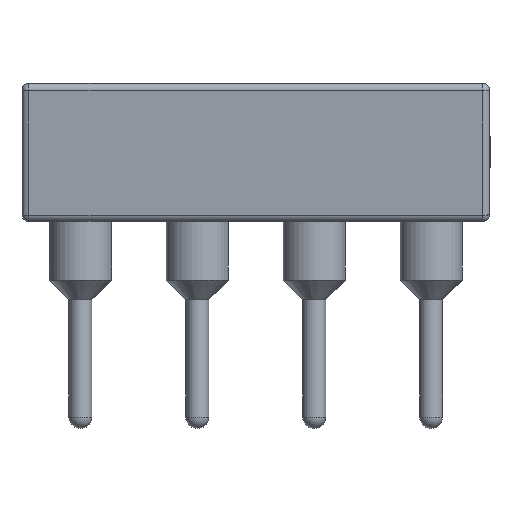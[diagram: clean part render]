
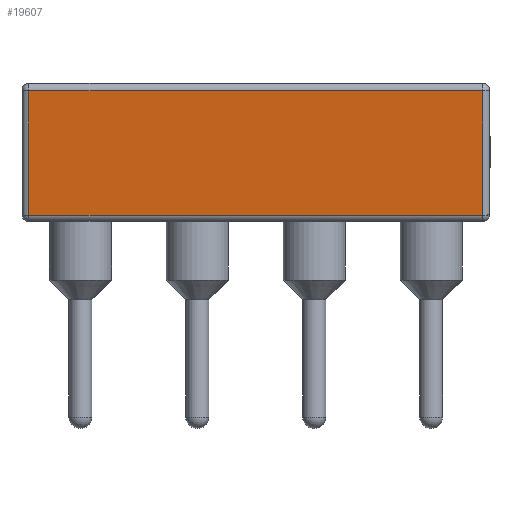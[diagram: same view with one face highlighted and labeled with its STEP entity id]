
A CAD part, front view. The second image highlights one B-rep face of the part: STEP entity #19607.
In plain terms, the highlighted planar face has unit normal (0, -0.996, -0.087).
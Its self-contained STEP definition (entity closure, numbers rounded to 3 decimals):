
#66 = FACE_OUTER_BOUND ( 'NONE', #7745, .T. ) ;
#385 = VECTOR ( 'NONE', #11537, 1000. ) ;
#1815 = EDGE_CURVE ( 'NONE', #12785, #13905, #19450, .T. ) ;
#1927 = CARTESIAN_POINT ( 'NONE',  ( -8.74, -4.83, 0.387 ) ) ;
#2791 = CARTESIAN_POINT ( 'NONE',  ( -8.74, -5.08, 3.25 ) ) ;
#3585 = LINE ( 'NONE', #15486, #6616 ) ;
#3870 = LINE ( 'NONE', #19619, #385 ) ;
#3977 = VERTEX_POINT ( 'NONE', #20492 ) ;
#4401 = LINE ( 'NONE', #2791, #24905 ) ;
#4502 = EDGE_CURVE ( 'NONE', #9634, #12785, #3870, .T. ) ;
#5107 = ORIENTED_EDGE ( 'NONE', *, *, #4502, .T. ) ;
#6616 = VECTOR ( 'NONE', #19335, 1000. ) ;
#7596 = PLANE ( 'NONE',  #24940 ) ;
#7658 = ORIENTED_EDGE ( 'NONE', *, *, #16981, .T. ) ;
#7745 = EDGE_LOOP ( 'NONE', ( #17328, #7658, #15544, #5107 ) ) ;
#7771 = CARTESIAN_POINT ( 'NONE',  ( 1.12, -5.066, 3.087 ) ) ;
#8160 = DIRECTION ( 'NONE',  ( 0., 0.087, -0.996 ) ) ;
#9327 = EDGE_CURVE ( 'NONE', #3977, #9634, #4401, .T. ) ;
#9634 = VERTEX_POINT ( 'NONE', #1927 ) ;
#11537 = DIRECTION ( 'NONE',  ( 1., 0., 0. ) ) ;
#11862 = CARTESIAN_POINT ( 'NONE',  ( 1.12, -5.08, 3.25 ) ) ;
#12785 = VERTEX_POINT ( 'NONE', #17007 ) ;
#13677 = DIRECTION ( 'NONE',  ( 0., 0.087, -0.996 ) ) ;
#13905 = VERTEX_POINT ( 'NONE', #7771 ) ;
#15474 = CARTESIAN_POINT ( 'NONE',  ( -8.89, -5.08, 3.25 ) ) ;
#15486 = CARTESIAN_POINT ( 'NONE',  ( -8.89, -5.066, 3.087 ) ) ;
#15544 = ORIENTED_EDGE ( 'NONE', *, *, #9327, .T. ) ;
#16981 = EDGE_CURVE ( 'NONE', #13905, #3977, #3585, .T. ) ;
#17007 = CARTESIAN_POINT ( 'NONE',  ( 1.12, -4.83, 0.387 ) ) ;
#17328 = ORIENTED_EDGE ( 'NONE', *, *, #1815, .T. ) ;
#19335 = DIRECTION ( 'NONE',  ( -1., 0., 0. ) ) ;
#19450 = LINE ( 'NONE', #11862, #22331 ) ;
#19607 = ADVANCED_FACE ( 'NONE', ( #66 ), #7596, .T. ) ;
#19619 = CARTESIAN_POINT ( 'NONE',  ( 1.27, -4.83, 0.387 ) ) ;
#19700 = DIRECTION ( 'NONE',  ( 0., -0.087, 0.996 ) ) ;
#20492 = CARTESIAN_POINT ( 'NONE',  ( -8.74, -5.066, 3.087 ) ) ;
#22331 = VECTOR ( 'NONE', #19700, 1000. ) ;
#23302 = DIRECTION ( 'NONE',  ( 0., -0.996, -0.087 ) ) ;
#24905 = VECTOR ( 'NONE', #8160, 1000. ) ;
#24940 = AXIS2_PLACEMENT_3D ( 'NONE', #15474, #23302, #13677 ) ;
